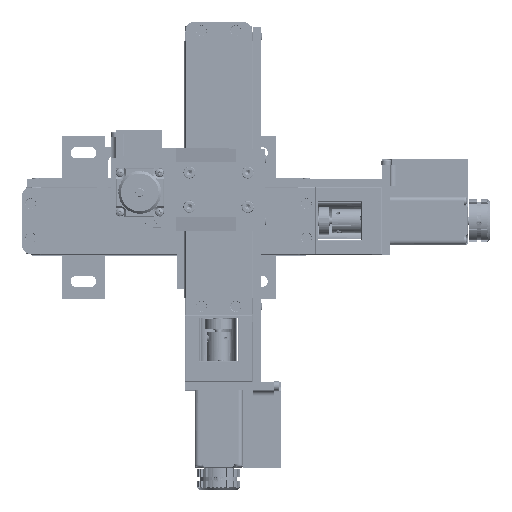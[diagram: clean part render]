
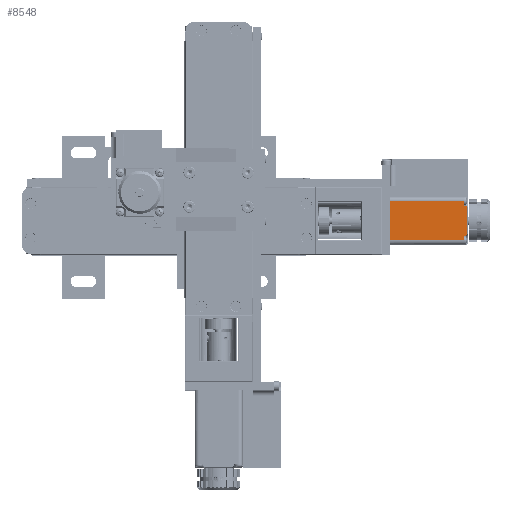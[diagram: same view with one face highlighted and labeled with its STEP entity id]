
A CAD part, top view. The second image highlights one B-rep face of the part: STEP entity #8548.
In plain terms, the highlighted planar face has unit normal (0, 0, 1).
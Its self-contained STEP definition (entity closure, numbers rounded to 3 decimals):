
#3311=PLANE('',#127131);
#8548=ADVANCED_FACE('',(#15673),#3311,.T.);
#15673=FACE_OUTER_BOUND('',#23035,.T.);
#23035=EDGE_LOOP('',(#42859,#42860,#42861,#42862,#42863,#42864,#42865,#42866,
#42867,#42868));
#42859=ORIENTED_EDGE('',*,*,#76238,.F.);
#42860=ORIENTED_EDGE('',*,*,#76239,.T.);
#42861=ORIENTED_EDGE('',*,*,#76240,.T.);
#42862=ORIENTED_EDGE('',*,*,#73368,.F.);
#42863=ORIENTED_EDGE('',*,*,#76125,.T.);
#42864=ORIENTED_EDGE('',*,*,#76161,.F.);
#42865=ORIENTED_EDGE('',*,*,#76107,.F.);
#42866=ORIENTED_EDGE('',*,*,#76162,.F.);
#42867=ORIENTED_EDGE('',*,*,#76138,.T.);
#42868=ORIENTED_EDGE('',*,*,#73479,.F.);
#73368=EDGE_CURVE('',#112534,#112510,#92086,.T.);
#73479=EDGE_CURVE('',#112588,#112609,#92130,.T.);
#76107=EDGE_CURVE('',#114382,#114379,#94126,.T.);
#76125=EDGE_CURVE('',#112534,#114405,#94144,.T.);
#76138=EDGE_CURVE('',#114411,#112609,#94153,.T.);
#76161=EDGE_CURVE('',#114379,#114405,#94169,.T.);
#76162=EDGE_CURVE('',#114411,#114382,#94170,.T.);
#76238=EDGE_CURVE('',#114452,#112588,#94203,.T.);
#76239=EDGE_CURVE('',#114452,#114453,#94204,.T.);
#76240=EDGE_CURVE('',#114453,#112510,#94205,.T.);
#92086=B_SPLINE_CURVE_WITH_KNOTS('',1,(#204399,#204400),.UNSPECIFIED.,.F.,
 .F.,(2,2),(0.,2.6),.UNSPECIFIED.);
#92130=B_SPLINE_CURVE_WITH_KNOTS('',1,(#205188,#205189),.UNSPECIFIED.,.F.,
 .F.,(2,2),(0.,2.6),.UNSPECIFIED.);
#94126=B_SPLINE_CURVE_WITH_KNOTS('',1,(#212719,#212720),.UNSPECIFIED.,.F.,
 .F.,(2,2),(0.,16.8),.UNSPECIFIED.);
#94144=B_SPLINE_CURVE_WITH_KNOTS('',1,(#212755,#212756),.UNSPECIFIED.,.F.,
 .F.,(2,2),(-1.4,0.),.UNSPECIFIED.);
#94153=B_SPLINE_CURVE_WITH_KNOTS('',1,(#212785,#212786),.UNSPECIFIED.,.F.,
 .F.,(2,2),(-1.4,0.),.UNSPECIFIED.);
#94169=B_SPLINE_CURVE_WITH_KNOTS('',1,(#212838,#212839),.UNSPECIFIED.,.F.,
 .F.,(2,2),(0.,0.707),.UNSPECIFIED.);
#94170=B_SPLINE_CURVE_WITH_KNOTS('',1,(#212840,#212841),.UNSPECIFIED.,.F.,
 .F.,(2,2),(0.,0.707),.UNSPECIFIED.);
#94203=B_SPLINE_CURVE_WITH_KNOTS('',1,(#213063,#213064),.UNSPECIFIED.,.F.,
 .F.,(2,2),(0.,42.6),.UNSPECIFIED.);
#94204=B_SPLINE_CURVE_WITH_KNOTS('',1,(#213065,#213066),.UNSPECIFIED.,.F.,
 .F.,(2,2),(0.,23.),.UNSPECIFIED.);
#94205=B_SPLINE_CURVE_WITH_KNOTS('',1,(#213067,#213068),.UNSPECIFIED.,.F.,
 .F.,(2,2),(0.,42.6),.UNSPECIFIED.);
#112510=VERTEX_POINT('',#178648);
#112534=VERTEX_POINT('',#178672);
#112588=VERTEX_POINT('',#178726);
#112609=VERTEX_POINT('',#178747);
#114379=VERTEX_POINT('',#180517);
#114382=VERTEX_POINT('',#180520);
#114405=VERTEX_POINT('',#180543);
#114411=VERTEX_POINT('',#180549);
#114452=VERTEX_POINT('',#180590);
#114453=VERTEX_POINT('',#180591);
#127131=AXIS2_PLACEMENT_3D('',#151224,#133403,$);
#133403=DIRECTION('',(0.,0.,1.));
#151224=CARTESIAN_POINT('',(73.83,6.68,36.));
#178648=CARTESIAN_POINT('',(121.,9.1,36.));
#178672=CARTESIAN_POINT('',(121.,11.7,36.));
#178726=CARTESIAN_POINT('',(121.,32.1,36.));
#178747=CARTESIAN_POINT('',(121.,29.5,36.));
#180517=CARTESIAN_POINT('',(122.9,12.2,36.));
#180520=CARTESIAN_POINT('',(122.9,29.,36.));
#180543=CARTESIAN_POINT('',(122.4,11.7,36.));
#180549=CARTESIAN_POINT('',(122.4,29.5,36.));
#180590=CARTESIAN_POINT('',(78.4,32.1,36.));
#180591=CARTESIAN_POINT('',(78.4,9.1,36.));
#204399=CARTESIAN_POINT('',(121.,11.7,36.));
#204400=CARTESIAN_POINT('',(121.,9.1,36.));
#205188=CARTESIAN_POINT('',(121.,32.1,36.));
#205189=CARTESIAN_POINT('',(121.,29.5,36.));
#212719=CARTESIAN_POINT('',(122.9,29.,36.));
#212720=CARTESIAN_POINT('',(122.9,12.2,36.));
#212755=CARTESIAN_POINT('',(121.,11.7,36.));
#212756=CARTESIAN_POINT('',(122.4,11.7,36.));
#212785=CARTESIAN_POINT('',(122.4,29.5,36.));
#212786=CARTESIAN_POINT('',(121.,29.5,36.));
#212838=CARTESIAN_POINT('',(122.9,12.2,36.));
#212839=CARTESIAN_POINT('',(122.4,11.7,36.));
#212840=CARTESIAN_POINT('',(122.4,29.5,36.));
#212841=CARTESIAN_POINT('',(122.9,29.,36.));
#213063=CARTESIAN_POINT('',(78.4,32.1,36.));
#213064=CARTESIAN_POINT('',(121.,32.1,36.));
#213065=CARTESIAN_POINT('',(78.4,32.1,36.));
#213066=CARTESIAN_POINT('',(78.4,9.1,36.));
#213067=CARTESIAN_POINT('',(78.4,9.1,36.));
#213068=CARTESIAN_POINT('',(121.,9.1,36.));
